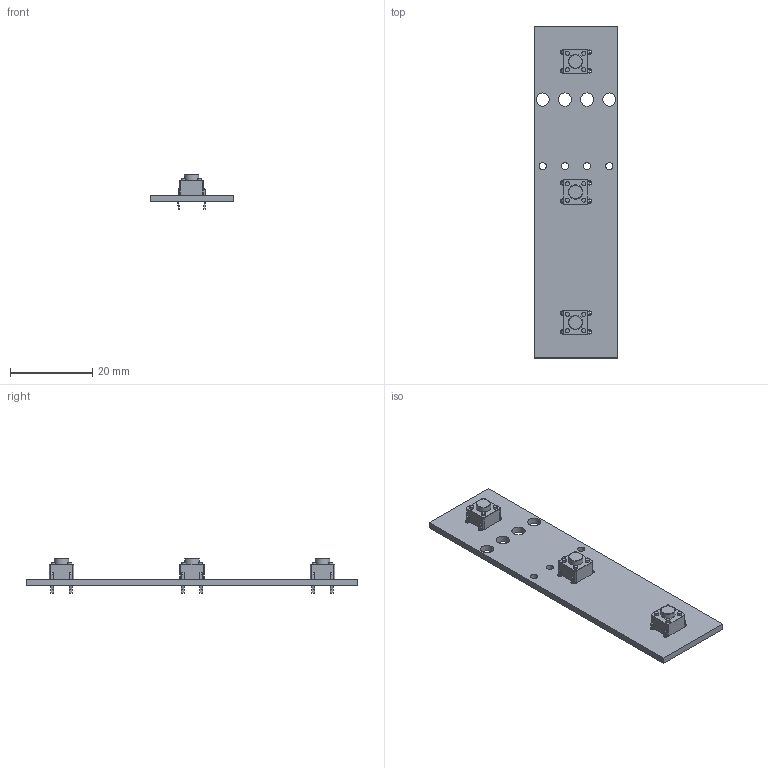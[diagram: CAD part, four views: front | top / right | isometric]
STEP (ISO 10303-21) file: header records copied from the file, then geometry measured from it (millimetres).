
FILE_DESCRIPTION(('KiCad electronic assembly'),'2;1');
FILE_NAME('Controller.step','2023-10-19T11:02:30',('Pcbnew'),('Kicad'), 'Open CASCADE STEP processor 7.6','KiCad to STEP converter','Unknown' );
FILE_SCHEMA(('AUTOMOTIVE_DESIGN { 1 0 10303 214 1 1 1 1 }'));
Length unit declared in the file: millimetre
Products named in the file (4): Controller 1; SW_PUSH_6mm_H5mm; SOLID; _autosave-Controller PCB
Assembly tree (5 placements, depth 3):
  Controller 1
    SW_PUSH_6mm_H5mm  x3
      SOLID
    _autosave-Controller PCB
Bounding box: 20.32 x 80.77 x 8.5 mm (x, y, z)
Volume: 2986.4 mm3; surface area: 4298.1 mm2
Topology: 4 solids, 4 shells, 341 faces, 903 edges, 585 vertices
Faces by surface type: plane 195, cylinder 143, torus 3
Full cylindrical faces by diameter (mm): 1 x12, 1.1 x12, 1.75 x4, 3.2 x4, 3.5 x3
Entity records: 9786 total; most frequent: CARTESIAN_POINT 1885, DIRECTION 1365, LINE 812, VECTOR 812, ORIENTED_EDGE 698, PCURVE 698, DEFINITIONAL_REPRESENTATION 698, EDGE_CURVE 349
